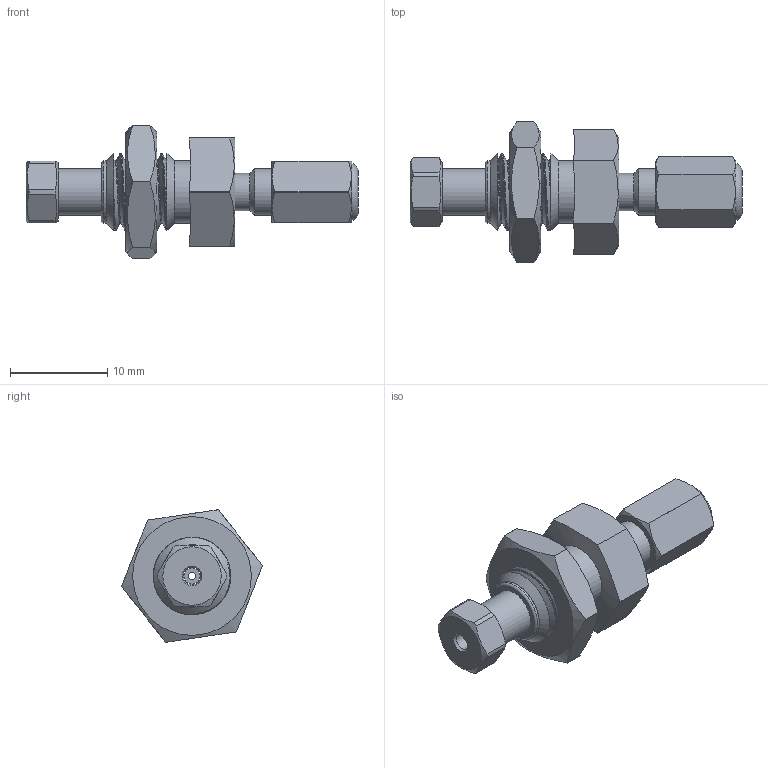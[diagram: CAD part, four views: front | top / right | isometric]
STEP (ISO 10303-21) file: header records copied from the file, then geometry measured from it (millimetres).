
FILE_DESCRIPTION((''),'2;1');
FILE_NAME('305165-EZBU1 Bulkhead external-internal union.stp','2013-08-26T10:22:23',('Franzp'),(''),'Autodesk Inventor 2013','Autodesk Inventor 2013','');
FILE_SCHEMA(('AUTOMOTIVE_DESIGN { 1 0 10303 214 1 1 1 1 }'));
Length unit declared in the file: millimetre
Products named in the file (3): 3151a65; 315165; 310537
Assembly tree (2 placements, depth 2):
  3151a65
    315165
    310537
Bounding box: 34.13 x 14.5 x 13.63 mm (x, y, z)
Volume: 304.9 mm3; surface area: 1959.8 mm2
Topology: 1 solids, 11 shells, 86 faces, 259 edges, 169 vertices
Faces by surface type: plane 39, cylinder 22, cone 17, bspline 6, torus 2
Full cylindrical faces by diameter (mm): 1.727 x1, 1.73 x1, 3.82 x1, 4.826 x2, 6.368 x2, 6.4 x2, 6.782 x1
Entity records: 4900 total; most frequent: CARTESIAN_POINT 2710, DIRECTION 424, ORIENTED_EDGE 358, EDGE_CURVE 218, AXIS2_PLACEMENT_3D 188, VERTEX_POINT 157, EDGE_LOOP 130, CIRCLE 103
